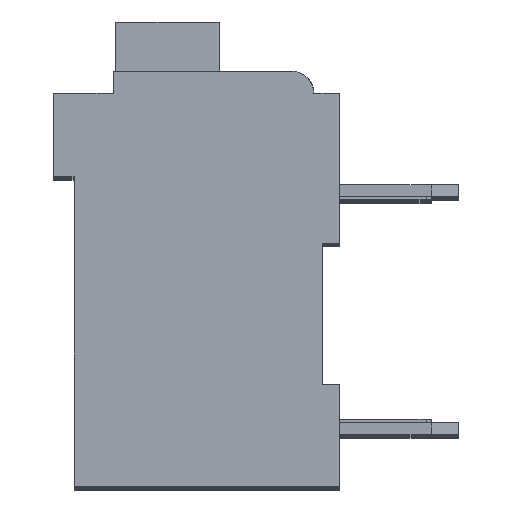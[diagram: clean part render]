
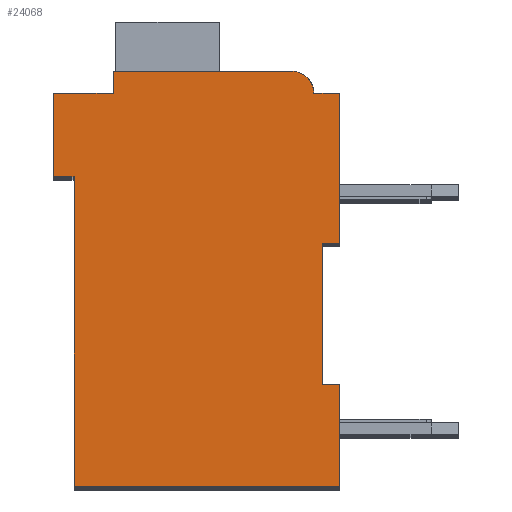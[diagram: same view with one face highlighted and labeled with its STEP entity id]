
A CAD part, top view. The second image highlights one B-rep face of the part: STEP entity #24068.
In plain terms, the highlighted planar face has unit normal (0, 0, 1).
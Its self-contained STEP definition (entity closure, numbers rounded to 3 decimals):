
#2706=DIRECTION('',(1.,0.,0.));
#2707=VECTOR('',#2706,0.5);
#2708=CARTESIAN_POINT('',(7.3,7.15,2.1));
#2709=LINE('',#2708,#2707);
#2710=DIRECTION('',(0.,1.,0.));
#2711=VECTOR('',#2710,4.15);
#2712=CARTESIAN_POINT('',(7.3,3.,2.1));
#2713=LINE('',#2712,#2711);
#2714=DIRECTION('',(-1.,0.,0.));
#2715=VECTOR('',#2714,0.5);
#2716=CARTESIAN_POINT('',(7.8,3.,2.1));
#2717=LINE('',#2716,#2715);
#2718=DIRECTION('',(0.,1.,0.));
#2719=VECTOR('',#2718,3.);
#2720=CARTESIAN_POINT('',(7.8,0.,2.1));
#2721=LINE('',#2720,#2719);
#2722=DIRECTION('',(1.,0.,0.));
#2723=VECTOR('',#2722,7.8);
#2724=CARTESIAN_POINT('',(0.,0.,2.1));
#2725=LINE('',#2724,#2723);
#2726=DIRECTION('',(0.,-1.,0.));
#2727=VECTOR('',#2726,9.1);
#2728=CARTESIAN_POINT('',(0.,9.1,2.1));
#2729=LINE('',#2728,#2727);
#2730=DIRECTION('',(1.,0.,0.));
#2731=VECTOR('',#2730,0.6);
#2732=CARTESIAN_POINT('',(-0.6,9.1,2.1));
#2733=LINE('',#2732,#2731);
#2734=DIRECTION('',(0.,-1.,0.));
#2735=VECTOR('',#2734,2.45);
#2736=CARTESIAN_POINT('',(-0.6,11.55,2.1));
#2737=LINE('',#2736,#2735);
#2738=DIRECTION('',(-1.,0.,0.));
#2739=VECTOR('',#2738,1.75);
#2740=CARTESIAN_POINT('',(1.15,11.55,2.1));
#2741=LINE('',#2740,#2739);
#2742=DIRECTION('',(0.,-1.,0.));
#2743=VECTOR('',#2742,0.65);
#2744=CARTESIAN_POINT('',(1.15,12.2,2.1));
#2745=LINE('',#2744,#2743);
#2746=DIRECTION('',(-1.,0.,0.));
#2747=VECTOR('',#2746,5.25);
#2748=CARTESIAN_POINT('',(6.4,12.2,2.1));
#2749=LINE('',#2748,#2747);
#2750=CARTESIAN_POINT('',(6.4,11.55,2.1));
#2751=DIRECTION('',(0.,0.,1.));
#2752=DIRECTION('',(1.,0.,0.));
#2753=AXIS2_PLACEMENT_3D('',#2750,#2751,#2752);
#2755=DIRECTION('',(-1.,0.,0.));
#2756=VECTOR('',#2755,0.75);
#2757=CARTESIAN_POINT('',(7.8,11.55,2.1));
#2758=LINE('',#2757,#2756);
#2759=DIRECTION('',(0.,1.,0.));
#2760=VECTOR('',#2759,4.4);
#2761=CARTESIAN_POINT('',(7.8,7.15,2.1));
#2762=LINE('',#2761,#2760);
#16699=CARTESIAN_POINT('',(7.3,7.15,2.1));
#16700=CARTESIAN_POINT('',(7.8,7.15,2.1));
#16701=VERTEX_POINT('',#16699);
#16702=VERTEX_POINT('',#16700);
#16703=CARTESIAN_POINT('',(7.8,11.55,2.1));
#16704=VERTEX_POINT('',#16703);
#16705=CARTESIAN_POINT('',(7.05,11.55,2.1));
#16706=VERTEX_POINT('',#16705);
#16707=CARTESIAN_POINT('',(6.4,12.2,2.1));
#16708=VERTEX_POINT('',#16707);
#16709=CARTESIAN_POINT('',(1.15,12.2,2.1));
#16710=VERTEX_POINT('',#16709);
#16711=CARTESIAN_POINT('',(1.15,11.55,2.1));
#16712=VERTEX_POINT('',#16711);
#16713=CARTESIAN_POINT('',(-0.6,11.55,2.1));
#16714=VERTEX_POINT('',#16713);
#16715=CARTESIAN_POINT('',(-0.6,9.1,2.1));
#16716=VERTEX_POINT('',#16715);
#16717=CARTESIAN_POINT('',(0.,9.1,2.1));
#16718=VERTEX_POINT('',#16717);
#16719=CARTESIAN_POINT('',(0.,0.,2.1));
#16720=VERTEX_POINT('',#16719);
#16721=CARTESIAN_POINT('',(7.8,0.,2.1));
#16722=VERTEX_POINT('',#16721);
#16723=CARTESIAN_POINT('',(7.8,3.,2.1));
#16724=VERTEX_POINT('',#16723);
#16725=CARTESIAN_POINT('',(7.3,3.,2.1));
#16726=VERTEX_POINT('',#16725);
#24038=CARTESIAN_POINT('',(0.,0.,2.1));
#24039=DIRECTION('',(0.,0.,1.));
#24040=DIRECTION('',(1.,0.,0.));
#24041=AXIS2_PLACEMENT_3D('',#24038,#24039,#24040);
#24042=PLANE('',#24041);
#24043=ORIENTED_EDGE('',*,*,#21956,.F.);
#24044=ORIENTED_EDGE('',*,*,#22793,.F.);
#24046=ORIENTED_EDGE('',*,*,#24045,.F.);
#24048=ORIENTED_EDGE('',*,*,#24047,.F.);
#24049=ORIENTED_EDGE('',*,*,#23617,.F.);
#24050=ORIENTED_EDGE('',*,*,#23462,.F.);
#24052=ORIENTED_EDGE('',*,*,#24051,.F.);
#24054=ORIENTED_EDGE('',*,*,#24053,.F.);
#24056=ORIENTED_EDGE('',*,*,#24055,.F.);
#24058=ORIENTED_EDGE('',*,*,#24057,.F.);
#24060=ORIENTED_EDGE('',*,*,#24059,.F.);
#24062=ORIENTED_EDGE('',*,*,#24061,.F.);
#24064=ORIENTED_EDGE('',*,*,#24063,.F.);
#24065=ORIENTED_EDGE('',*,*,#22409,.F.);
#24066=EDGE_LOOP('',(#24043,#24044,#24046,#24048,#24049,#24050,#24052,#24054,
#24056,#24058,#24060,#24062,#24064,#24065));
#24067=FACE_OUTER_BOUND('',#24066,.F.);
#2754=CIRCLE('',#2753,0.65);
#21956=EDGE_CURVE('',#16701,#16702,#2709,.T.);
#22409=EDGE_CURVE('',#16702,#16704,#2762,.T.);
#22793=EDGE_CURVE('',#16726,#16701,#2713,.T.);
#23462=EDGE_CURVE('',#16718,#16720,#2729,.T.);
#23617=EDGE_CURVE('',#16720,#16722,#2725,.T.);
#24045=EDGE_CURVE('',#16724,#16726,#2717,.T.);
#24047=EDGE_CURVE('',#16722,#16724,#2721,.T.);
#24051=EDGE_CURVE('',#16716,#16718,#2733,.T.);
#24053=EDGE_CURVE('',#16714,#16716,#2737,.T.);
#24055=EDGE_CURVE('',#16712,#16714,#2741,.T.);
#24057=EDGE_CURVE('',#16710,#16712,#2745,.T.);
#24059=EDGE_CURVE('',#16708,#16710,#2749,.T.);
#24061=EDGE_CURVE('',#16706,#16708,#2754,.T.);
#24063=EDGE_CURVE('',#16704,#16706,#2758,.T.);
#24068=ADVANCED_FACE('',(#24067),#24042,.T.);
